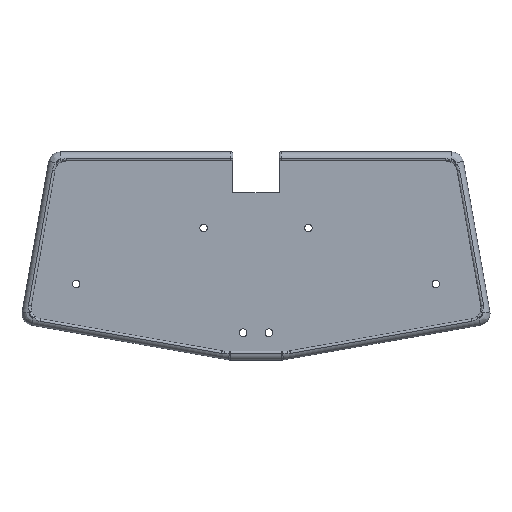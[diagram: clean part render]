
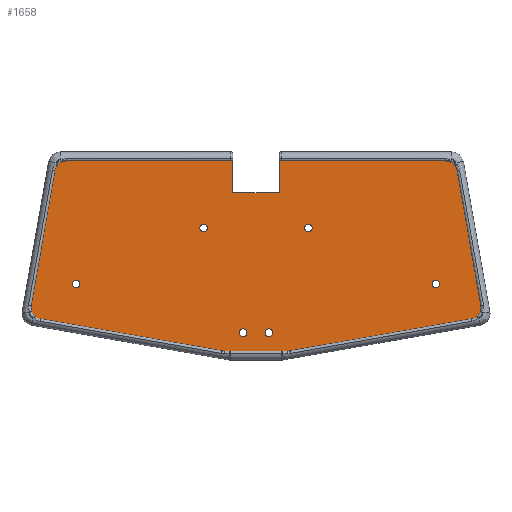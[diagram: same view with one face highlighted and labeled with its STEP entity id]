
A CAD part, top view. The second image highlights one B-rep face of the part: STEP entity #1658.
In plain terms, the highlighted planar face has unit normal (0, 0, 1).
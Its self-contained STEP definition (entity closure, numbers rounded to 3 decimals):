
#141=FACE_BOUND('',#315,.T.);
#142=FACE_BOUND('',#316,.T.);
#143=FACE_BOUND('',#317,.T.);
#144=FACE_BOUND('',#318,.T.);
#145=FACE_BOUND('',#319,.T.);
#146=FACE_BOUND('',#320,.T.);
#151=PLANE('',#1829);
#199=FACE_OUTER_BOUND('',#314,.T.);
#314=EDGE_LOOP('',(#1253,#1254,#1255,#1256,#1257,#1258,#1259,#1260,#1261,
#1262,#1263,#1264,#1265,#1266,#1267,#1268,#1269,#1270));
#315=EDGE_LOOP('',(#1271));
#316=EDGE_LOOP('',(#1272));
#317=EDGE_LOOP('',(#1273));
#318=EDGE_LOOP('',(#1274));
#319=EDGE_LOOP('',(#1275));
#320=EDGE_LOOP('',(#1276));
#431=LINE('',#2628,#526);
#434=LINE('',#2633,#529);
#435=LINE('',#2635,#530);
#438=LINE('',#2646,#533);
#439=LINE('',#2650,#534);
#440=LINE('',#2654,#535);
#441=LINE('',#2658,#536);
#442=LINE('',#2662,#537);
#443=LINE('',#2666,#538);
#444=LINE('',#2669,#539);
#526=VECTOR('',#2134,10.);
#529=VECTOR('',#2139,10.);
#530=VECTOR('',#2142,10.);
#533=VECTOR('',#2155,10.);
#534=VECTOR('',#2158,10.);
#535=VECTOR('',#2161,10.);
#536=VECTOR('',#2164,10.);
#537=VECTOR('',#2167,10.);
#538=VECTOR('',#2170,10.);
#539=VECTOR('',#2173,10.);
#603=CIRCLE('',#1768,1.);
#605=CIRCLE('',#1772,1.);
#607=CIRCLE('',#1776,1.);
#609=CIRCLE('',#1780,1.);
#610=CIRCLE('',#1782,1.);
#611=CIRCLE('',#1784,1.);
#613=CIRCLE('',#1787,0.5);
#631=CIRCLE('',#1817,0.5);
#636=CIRCLE('',#1830,3.);
#637=CIRCLE('',#1831,3.);
#638=CIRCLE('',#1832,3.);
#639=CIRCLE('',#1833,3.);
#640=CIRCLE('',#1834,3.);
#641=CIRCLE('',#1835,3.);
#735=VERTEX_POINT('',#2521);
#737=VERTEX_POINT('',#2529);
#739=VERTEX_POINT('',#2537);
#741=VERTEX_POINT('',#2545);
#742=VERTEX_POINT('',#2549);
#743=VERTEX_POINT('',#2553);
#746=VERTEX_POINT('',#2560);
#747=VERTEX_POINT('',#2562);
#764=VERTEX_POINT('',#2617);
#765=VERTEX_POINT('',#2619);
#766=VERTEX_POINT('',#2627);
#767=VERTEX_POINT('',#2631);
#770=VERTEX_POINT('',#2645);
#771=VERTEX_POINT('',#2647);
#772=VERTEX_POINT('',#2649);
#773=VERTEX_POINT('',#2651);
#774=VERTEX_POINT('',#2653);
#775=VERTEX_POINT('',#2655);
#776=VERTEX_POINT('',#2657);
#777=VERTEX_POINT('',#2659);
#778=VERTEX_POINT('',#2661);
#779=VERTEX_POINT('',#2663);
#780=VERTEX_POINT('',#2665);
#781=VERTEX_POINT('',#2667);
#884=EDGE_CURVE('',#735,#735,#603,.F.);
#888=EDGE_CURVE('',#737,#737,#605,.F.);
#892=EDGE_CURVE('',#739,#739,#607,.F.);
#896=EDGE_CURVE('',#741,#741,#609,.F.);
#898=EDGE_CURVE('',#742,#742,#610,.T.);
#900=EDGE_CURVE('',#743,#743,#611,.T.);
#904=EDGE_CURVE('',#746,#747,#613,.F.);
#933=EDGE_CURVE('',#764,#765,#631,.F.);
#937=EDGE_CURVE('',#746,#766,#431,.T.);
#940=EDGE_CURVE('',#766,#767,#434,.T.);
#941=EDGE_CURVE('',#767,#765,#435,.T.);
#946=EDGE_CURVE('',#770,#764,#438,.T.);
#947=EDGE_CURVE('',#771,#770,#636,.T.);
#948=EDGE_CURVE('',#772,#771,#439,.T.);
#949=EDGE_CURVE('',#773,#772,#637,.T.);
#950=EDGE_CURVE('',#774,#773,#440,.T.);
#951=EDGE_CURVE('',#775,#774,#638,.T.);
#952=EDGE_CURVE('',#776,#775,#441,.T.);
#953=EDGE_CURVE('',#777,#776,#639,.T.);
#954=EDGE_CURVE('',#778,#777,#442,.T.);
#955=EDGE_CURVE('',#779,#778,#640,.T.);
#956=EDGE_CURVE('',#780,#779,#443,.T.);
#957=EDGE_CURVE('',#781,#780,#641,.T.);
#958=EDGE_CURVE('',#747,#781,#444,.T.);
#1253=ORIENTED_EDGE('',*,*,#937,.T.);
#1254=ORIENTED_EDGE('',*,*,#940,.T.);
#1255=ORIENTED_EDGE('',*,*,#941,.T.);
#1256=ORIENTED_EDGE('',*,*,#933,.F.);
#1257=ORIENTED_EDGE('',*,*,#946,.F.);
#1258=ORIENTED_EDGE('',*,*,#947,.F.);
#1259=ORIENTED_EDGE('',*,*,#948,.F.);
#1260=ORIENTED_EDGE('',*,*,#949,.F.);
#1261=ORIENTED_EDGE('',*,*,#950,.F.);
#1262=ORIENTED_EDGE('',*,*,#951,.F.);
#1263=ORIENTED_EDGE('',*,*,#952,.F.);
#1264=ORIENTED_EDGE('',*,*,#953,.F.);
#1265=ORIENTED_EDGE('',*,*,#954,.F.);
#1266=ORIENTED_EDGE('',*,*,#955,.F.);
#1267=ORIENTED_EDGE('',*,*,#956,.F.);
#1268=ORIENTED_EDGE('',*,*,#957,.F.);
#1269=ORIENTED_EDGE('',*,*,#958,.F.);
#1270=ORIENTED_EDGE('',*,*,#904,.F.);
#1271=ORIENTED_EDGE('',*,*,#898,.T.);
#1272=ORIENTED_EDGE('',*,*,#900,.T.);
#1273=ORIENTED_EDGE('',*,*,#892,.T.);
#1274=ORIENTED_EDGE('',*,*,#888,.T.);
#1275=ORIENTED_EDGE('',*,*,#896,.T.);
#1276=ORIENTED_EDGE('',*,*,#884,.T.);
#1658=ADVANCED_FACE('',(#199,#141,#142,#143,#144,#145,#146),#151,.T.);
#1768=AXIS2_PLACEMENT_3D('',#2522,#2004,#2005);
#1772=AXIS2_PLACEMENT_3D('',#2530,#2014,#2015);
#1776=AXIS2_PLACEMENT_3D('',#2538,#2024,#2025);
#1780=AXIS2_PLACEMENT_3D('',#2546,#2034,#2035);
#1782=AXIS2_PLACEMENT_3D('',#2550,#2039,#2040);
#1784=AXIS2_PLACEMENT_3D('',#2554,#2044,#2045);
#1787=AXIS2_PLACEMENT_3D('',#2563,#2052,#2053);
#1817=AXIS2_PLACEMENT_3D('',#2620,#2121,#2122);
#1829=AXIS2_PLACEMENT_3D('',#2644,#2153,#2154);
#1830=AXIS2_PLACEMENT_3D('',#2648,#2156,#2157);
#1831=AXIS2_PLACEMENT_3D('',#2652,#2159,#2160);
#1832=AXIS2_PLACEMENT_3D('',#2656,#2162,#2163);
#1833=AXIS2_PLACEMENT_3D('',#2660,#2165,#2166);
#1834=AXIS2_PLACEMENT_3D('',#2664,#2168,#2169);
#1835=AXIS2_PLACEMENT_3D('',#2668,#2171,#2172);
#2004=DIRECTION('center_axis',(0.,0.,1.));
#2005=DIRECTION('ref_axis',(1.,0.,0.));
#2014=DIRECTION('center_axis',(0.,0.,1.));
#2015=DIRECTION('ref_axis',(1.,0.,0.));
#2024=DIRECTION('center_axis',(0.,0.,1.));
#2025=DIRECTION('ref_axis',(1.,0.,0.));
#2034=DIRECTION('center_axis',(0.,0.,1.));
#2035=DIRECTION('ref_axis',(1.,0.,0.));
#2039=DIRECTION('center_axis',(0.,0.,-1.));
#2040=DIRECTION('ref_axis',(-1.,0.,0.));
#2044=DIRECTION('center_axis',(0.,0.,-1.));
#2045=DIRECTION('ref_axis',(-1.,0.,0.));
#2052=DIRECTION('center_axis',(0.,0.,-1.));
#2053=DIRECTION('ref_axis',(-0.707,-0.707,0.));
#2121=DIRECTION('center_axis',(0.,0.,-1.));
#2122=DIRECTION('ref_axis',(0.707,-0.707,0.));
#2134=DIRECTION('',(0.,-1.,0.));
#2139=DIRECTION('',(-1.,0.,0.));
#2142=DIRECTION('',(0.,1.,0.));
#2153=DIRECTION('center_axis',(0.,0.,1.));
#2154=DIRECTION('ref_axis',(1.,0.,0.));
#2155=DIRECTION('',(1.,0.,0.));
#2156=DIRECTION('center_axis',(0.,0.,-1.));
#2157=DIRECTION('ref_axis',(0.,1.,0.));
#2158=DIRECTION('',(0.174,0.985,0.));
#2159=DIRECTION('center_axis',(0.,0.,-1.));
#2160=DIRECTION('ref_axis',(-0.985,0.174,0.));
#2161=DIRECTION('',(-0.985,0.174,0.));
#2162=DIRECTION('center_axis',(0.,0.,-1.));
#2163=DIRECTION('ref_axis',(-0.174,-0.985,0.));
#2164=DIRECTION('',(-1.,0.,0.));
#2165=DIRECTION('center_axis',(0.,0.,-1.));
#2166=DIRECTION('ref_axis',(0.,-1.,0.));
#2167=DIRECTION('',(-0.985,-0.174,0.));
#2168=DIRECTION('center_axis',(0.,0.,-1.));
#2169=DIRECTION('ref_axis',(0.174,-0.985,0.));
#2170=DIRECTION('',(0.174,-0.985,0.));
#2171=DIRECTION('center_axis',(0.,0.,-1.));
#2172=DIRECTION('ref_axis',(0.985,0.174,0.));
#2173=DIRECTION('',(1.,0.,0.));
#2521=CARTESIAN_POINT('',(4.792,4.056,2.));
#2522=CARTESIAN_POINT('Origin',(5.792,4.056,2.));
#2529=CARTESIAN_POINT('',(37.809,18.543,2.));
#2530=CARTESIAN_POINT('Origin',(38.809,18.543,2.));
#2537=CARTESIAN_POINT('',(64.921,18.543,2.));
#2538=CARTESIAN_POINT('Origin',(65.921,18.543,2.));
#2545=CARTESIAN_POINT('',(97.938,4.056,2.));
#2546=CARTESIAN_POINT('Origin',(98.938,4.056,2.));
#2549=CARTESIAN_POINT('',(56.695,-8.567,2.));
#2550=CARTESIAN_POINT('Origin',(55.695,-8.567,2.));
#2553=CARTESIAN_POINT('',(50.035,-8.567,2.));
#2554=CARTESIAN_POINT('Origin',(49.035,-8.567,2.));
#2560=CARTESIAN_POINT('',(58.365,36.416,2.));
#2562=CARTESIAN_POINT('',(58.865,35.916,2.));
#2563=CARTESIAN_POINT('Origin',(58.865,36.416,2.));
#2617=CARTESIAN_POINT('',(45.865,35.916,2.));
#2619=CARTESIAN_POINT('',(46.365,36.416,2.));
#2620=CARTESIAN_POINT('Origin',(45.865,36.416,2.));
#2627=CARTESIAN_POINT('',(58.365,27.733,2.));
#2628=CARTESIAN_POINT('',(58.365,24.766,2.));
#2631=CARTESIAN_POINT('',(46.365,27.733,2.));
#2633=CARTESIAN_POINT('',(55.365,27.733,2.));
#2635=CARTESIAN_POINT('',(46.365,19.516,2.));
#2644=CARTESIAN_POINT('Origin',(52.365,11.299,2.));
#2645=CARTESIAN_POINT('',(3.265,35.916,2.));
#2646=CARTESIAN_POINT('',(27.815,35.916,2.));
#2647=CARTESIAN_POINT('',(0.311,33.437,2.));
#2648=CARTESIAN_POINT('Origin',(3.265,32.916,2.));
#2649=CARTESIAN_POINT('',(-5.851,-1.507,2.));
#2650=CARTESIAN_POINT('',(-3.878,9.681,2.));
#2651=CARTESIAN_POINT('',(-3.417,-4.982,2.));
#2652=CARTESIAN_POINT('Origin',(-2.896,-2.028,2.));
#2653=CARTESIAN_POINT('',(43.595,-13.272,2.));
#2654=CARTESIAN_POINT('',(45.747,-13.651,2.));
#2655=CARTESIAN_POINT('',(44.116,-13.317,2.));
#2656=CARTESIAN_POINT('Origin',(44.116,-10.317,2.));
#2657=CARTESIAN_POINT('',(60.614,-13.317,2.));
#2658=CARTESIAN_POINT('',(56.49,-13.317,2.));
#2659=CARTESIAN_POINT('',(61.135,-13.272,2.));
#2660=CARTESIAN_POINT('Origin',(60.614,-10.317,2.));
#2661=CARTESIAN_POINT('',(108.148,-4.982,2.));
#2662=CARTESIAN_POINT('',(82.49,-9.507,2.));
#2663=CARTESIAN_POINT('',(110.581,-1.507,2.));
#2664=CARTESIAN_POINT('Origin',(107.627,-2.028,2.));
#2665=CARTESIAN_POINT('',(104.42,33.437,2.));
#2666=CARTESIAN_POINT('',(105.528,27.153,2.));
#2667=CARTESIAN_POINT('',(101.465,35.916,2.));
#2668=CARTESIAN_POINT('Origin',(101.465,32.916,2.));
#2669=CARTESIAN_POINT('',(27.815,35.916,2.));
